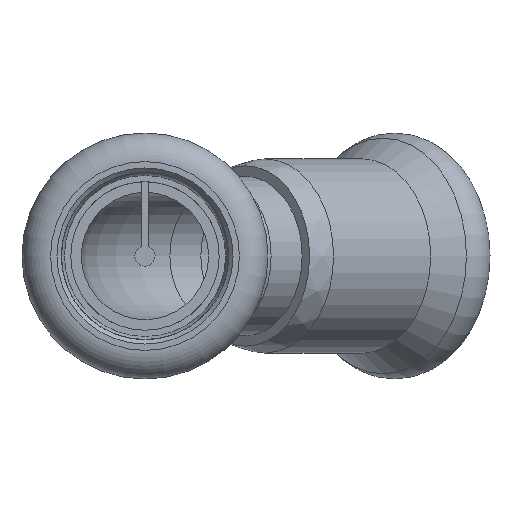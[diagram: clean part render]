
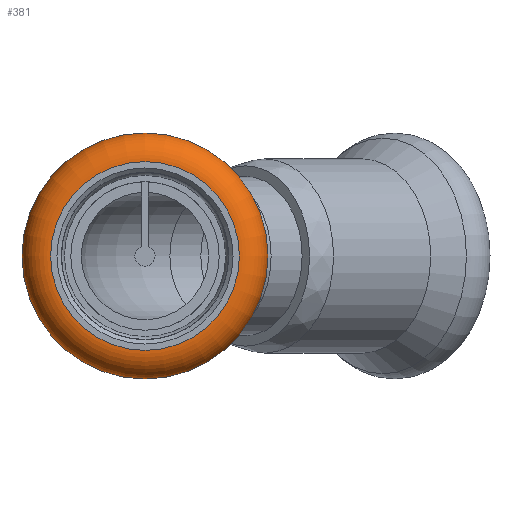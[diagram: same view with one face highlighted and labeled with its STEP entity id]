
A CAD part, front view. The second image highlights one B-rep face of the part: STEP entity #381.
In plain terms, the highlighted toroidal (fillet/blend) face has major radius 8.9 mm and minor radius 2.7 mm.
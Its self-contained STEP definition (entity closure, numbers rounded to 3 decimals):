
#59=TOROIDAL_SURFACE($,#441,8.9,2.7);
#83=FACE_OUTER_BOUND($,#165,.T.);
#116=FACE_BOUND($,#166,.T.);
#165=EDGE_LOOP($,(#341));
#166=EDGE_LOOP($,(#342));
#197=CIRCLE($,#440,11.112);
#198=CIRCLE($,#442,8.9);
#230=VERTEX_POINT($,#708);
#231=VERTEX_POINT($,#711);
#268=EDGE_CURVE($,#230,#230,#197,.T.);
#269=EDGE_CURVE($,#231,#231,#198,.T.);
#341=ORIENTED_EDGE($,*,*,#269,.F.);
#342=ORIENTED_EDGE($,*,*,#268,.T.);
#381=ADVANCED_FACE($,(#83,#116),#59,.T.);
#440=AXIS2_PLACEMENT_3D($,#709,#564,#565);
#441=AXIS2_PLACEMENT_3D($,#710,#566,#567);
#442=AXIS2_PLACEMENT_3D($,#712,#568,#569);
#564=DIRECTION('center_axis',(-1.,0.,0.));
#565=DIRECTION('ref_axis',(0.,0.,1.));
#566=DIRECTION('center_axis',(-1.,0.,0.));
#567=DIRECTION('ref_axis',(0.,0.,1.));
#568=DIRECTION('center_axis',(-1.,0.,0.));
#569=DIRECTION('ref_axis',(0.,0.,1.));
#708=CARTESIAN_POINT('',(4.249,0.,11.112));
#709=CARTESIAN_POINT('Origin',(4.249,0.,0.));
#710=CARTESIAN_POINT('Origin',(2.7,0.,0.));
#711=CARTESIAN_POINT('',(0.,0.,8.9));
#712=CARTESIAN_POINT('Origin',(0.,0.,0.));
